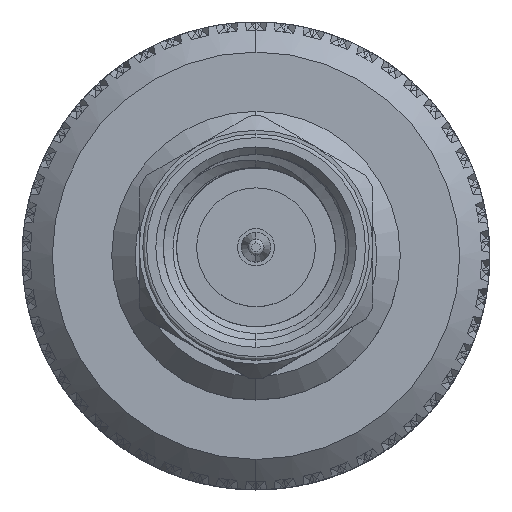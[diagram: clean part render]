
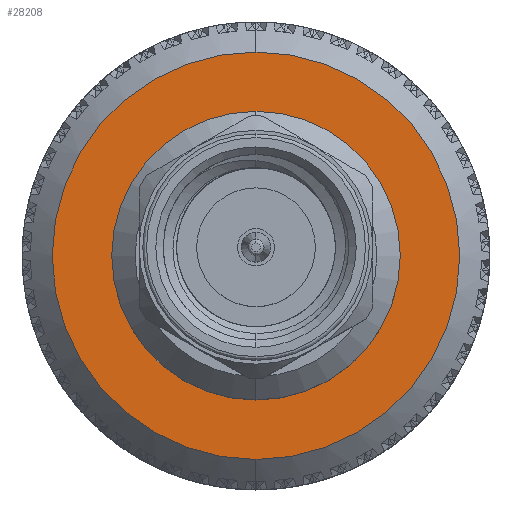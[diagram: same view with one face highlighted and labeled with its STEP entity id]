
A CAD part, top view. The second image highlights one B-rep face of the part: STEP entity #28208.
In plain terms, the highlighted face is planar.
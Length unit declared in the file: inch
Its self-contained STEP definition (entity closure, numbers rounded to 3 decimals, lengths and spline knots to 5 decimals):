
#5136 = CARTESIAN_POINT ( 'NONE',  ( 0.73971, 0., 0. ) ) ;
#9735 = VERTEX_POINT ( 'NONE', #19377 ) ;
#16593 = EDGE_CURVE ( 'NONE', #63391, #9735, #56913, .T. ) ;
#19377 = CARTESIAN_POINT ( 'NONE',  ( 0.73971, -0.19438, 0. ) ) ;
#23946 = CARTESIAN_POINT ( 'NONE',  ( 0.73971, -0.27445, 0. ) ) ;
#25297 = CIRCLE ( 'NONE', #60512, 0.27445 ) ;
#25951 = AXIS2_PLACEMENT_3D ( 'NONE', #91957, #46133, #54063 ) ;
#28208 = ADVANCED_FACE ( 'NONE', ( #92865, #53550 ), #53329, .T. ) ;
#28566 = DIRECTION ( 'NONE',  ( 0., 1., 0. ) ) ;
#28738 = AXIS2_PLACEMENT_3D ( 'NONE', #5136, #81056, #57801 ) ;
#29524 = CARTESIAN_POINT ( 'NONE',  ( 0.73971, 0.27445, 0. ) ) ;
#31934 = CARTESIAN_POINT ( 'NONE',  ( 0.73971, 0.19438, 0. ) ) ;
#35546 = CARTESIAN_POINT ( 'NONE',  ( 0.73971, 0., 0. ) ) ;
#39502 = CIRCLE ( 'NONE', #28738, 0.27445 ) ;
#46133 = DIRECTION ( 'NONE',  ( 1., 0., 0. ) ) ;
#46228 = CARTESIAN_POINT ( 'NONE',  ( 0.73971, 0., 0. ) ) ;
#51433 = AXIS2_PLACEMENT_3D ( 'NONE', #69552, #62512, #77845 ) ;
#52424 = EDGE_LOOP ( 'NONE', ( #61655, #89289 ) ) ;
#53329 = PLANE ( 'NONE',  #51433 ) ;
#53550 = FACE_BOUND ( 'NONE', #85516, .T. ) ;
#54063 = DIRECTION ( 'NONE',  ( 0., 1., 0. ) ) ;
#55138 = DIRECTION ( 'NONE',  ( 1., 0., 0. ) ) ;
#56913 = CIRCLE ( 'NONE', #79107, 0.19438 ) ;
#57801 = DIRECTION ( 'NONE',  ( 0., 1., 0. ) ) ;
#60512 = AXIS2_PLACEMENT_3D ( 'NONE', #35546, #96658, #28566 ) ;
#61655 = ORIENTED_EDGE ( 'NONE', *, *, #77747, .T. ) ;
#62512 = DIRECTION ( 'NONE',  ( 1., 0., 0. ) ) ;
#63391 = VERTEX_POINT ( 'NONE', #31934 ) ;
#69552 = CARTESIAN_POINT ( 'NONE',  ( 0.73971, 0.27445, 0. ) ) ;
#72907 = ORIENTED_EDGE ( 'NONE', *, *, #87216, .F. ) ;
#76719 = DIRECTION ( 'NONE',  ( 0., 1., 0. ) ) ;
#77747 = EDGE_CURVE ( 'NONE', #81735, #93637, #25297, .T. ) ;
#77845 = DIRECTION ( 'NONE',  ( 0., 1., 0. ) ) ;
#79107 = AXIS2_PLACEMENT_3D ( 'NONE', #46228, #55138, #76719 ) ;
#81056 = DIRECTION ( 'NONE',  ( 1., 0., 0. ) ) ;
#81649 = CIRCLE ( 'NONE', #25951, 0.19438 ) ;
#81735 = VERTEX_POINT ( 'NONE', #23946 ) ;
#83827 = ORIENTED_EDGE ( 'NONE', *, *, #16593, .F. ) ;
#85516 = EDGE_LOOP ( 'NONE', ( #83827, #72907 ) ) ;
#87216 = EDGE_CURVE ( 'NONE', #9735, #63391, #81649, .T. ) ;
#88113 = EDGE_CURVE ( 'NONE', #93637, #81735, #39502, .T. ) ;
#89289 = ORIENTED_EDGE ( 'NONE', *, *, #88113, .T. ) ;
#91957 = CARTESIAN_POINT ( 'NONE',  ( 0.73971, 0., 0. ) ) ;
#92865 = FACE_OUTER_BOUND ( 'NONE', #52424, .T. ) ;
#93637 = VERTEX_POINT ( 'NONE', #29524 ) ;
#96658 = DIRECTION ( 'NONE',  ( 1., 0., 0. ) ) ;
